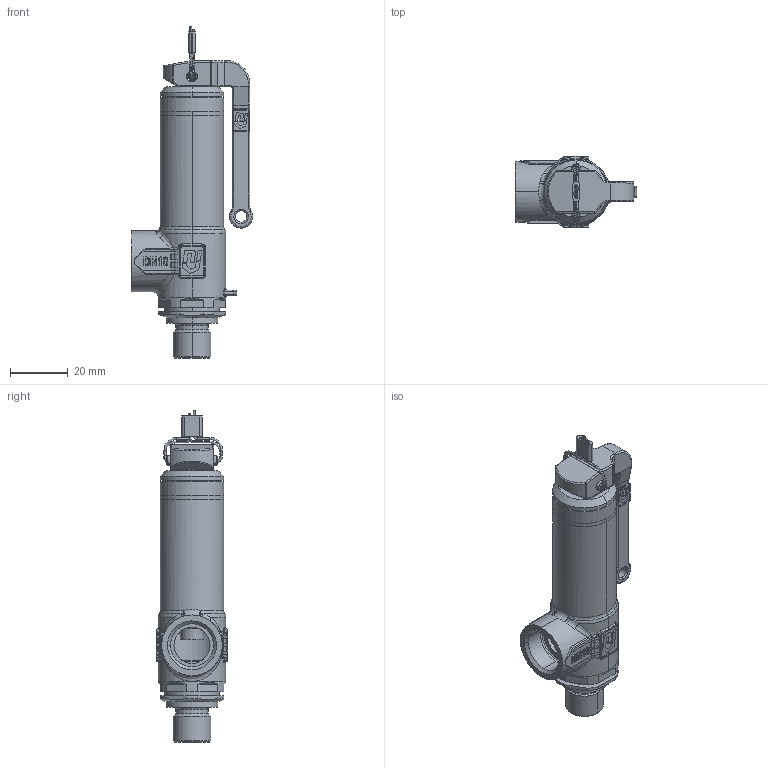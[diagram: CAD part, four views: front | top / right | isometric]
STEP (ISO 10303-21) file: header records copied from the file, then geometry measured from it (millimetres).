
FILE_DESCRIPTION(('HOOPS Exchange Step'),'2;1');
FILE_NAME('SV1801-DN8-1-4-x-3-8.stp','2025-02-07T11:28:22+01:00',('nieru'),('Unknown organisation'),'HOOPS Exchange 2024.2','HOOPS Exchange','Unknown authorisation');
FILE_SCHEMA( ('AP203_CONFIGURATION_CONTROLLED_3D_DESIGN_OF_MECHANICAL_PARTS_AND_ASSEMBLIES_MIM_LF') );
Length unit declared in the file: millimetre
Products named in the file (2): 0; root
Assembly tree (1 placements, depth 2):
  root
    0
Bounding box: 42 x 24.6 x 115 mm (x, y, z)
Volume: 24058.1 mm3; surface area: 19945.5 mm2
Topology: 8 solids, 8 shells, 956 faces, 2469 edges, 1555 vertices
Faces by surface type: plane 351, cylinder 256, bspline 191, torus 107, cone 35, sphere 16
Full cylindrical faces by diameter (mm): 22 x1
Entity records: 38699 total; most frequent: CARTESIAN_POINT 16820, ORIENTED_EDGE 4910, DIRECTION 3955, EDGE_CURVE 2455, VERTEX_POINT 1555, AXIS2_PLACEMENT_3D 1388, VECTOR 1179, LINE 1179
